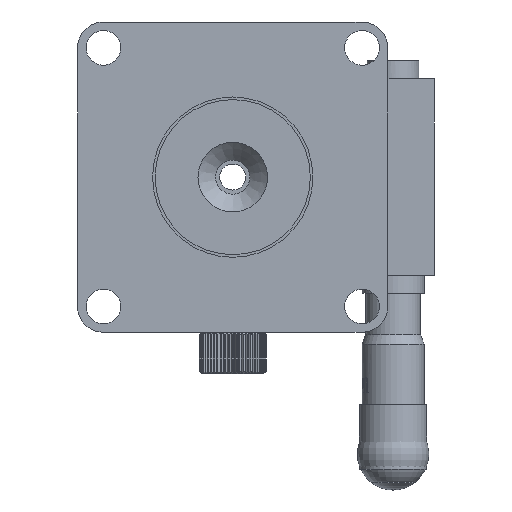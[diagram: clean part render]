
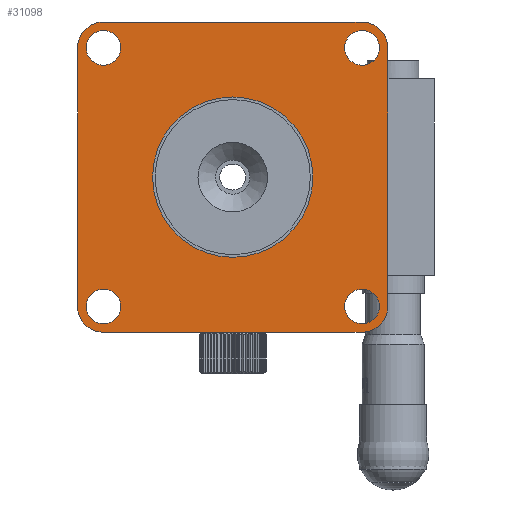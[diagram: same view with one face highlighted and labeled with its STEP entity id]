
A CAD part, front view. The second image highlights one B-rep face of the part: STEP entity #31098.
In plain terms, the highlighted planar face has unit normal (0, -1, 0).
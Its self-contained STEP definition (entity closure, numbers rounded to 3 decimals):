
#506 = DIRECTION ( 'NONE',  ( 1., 0., 0. ) ) ;
#4871 = CARTESIAN_POINT ( 'NONE',  ( 25., -6., 25. ) ) ;
#5406 = CARTESIAN_POINT ( 'NONE',  ( -25., -6., -30. ) ) ;
#5500 = DIRECTION ( 'NONE',  ( 1., 0., 0. ) ) ;
#6063 = CARTESIAN_POINT ( 'NONE',  ( -30., -6., -25. ) ) ;
#6398 = VECTOR ( 'NONE', #75198, 1000. ) ;
#8517 = DIRECTION ( 'NONE',  ( 0., 1., 0. ) ) ;
#10492 = ORIENTED_EDGE ( 'NONE', *, *, #23637, .F. ) ;
#11686 = DIRECTION ( 'NONE',  ( 1., 0., 0. ) ) ;
#11877 = VERTEX_POINT ( 'NONE', #52418 ) ;
#12492 = VERTEX_POINT ( 'NONE', #5406 ) ;
#13078 = FACE_BOUND ( 'NONE', #88431, .T. ) ;
#13703 = PLANE ( 'NONE',  #79881 ) ;
#15138 = CIRCLE ( 'NONE', #90662, 3.35 ) ;
#16766 = VERTEX_POINT ( 'NONE', #6063 ) ;
#16872 = CIRCLE ( 'NONE', #76116, 5. ) ;
#18293 = AXIS2_PLACEMENT_3D ( 'NONE', #108417, #20746, #32247 ) ;
#20746 = DIRECTION ( 'NONE',  ( 0., 1., 0. ) ) ;
#21919 = LINE ( 'NONE', #83284, #86183 ) ;
#22461 = EDGE_CURVE ( 'NONE', #25074, #25074, #103754, .T. ) ;
#23062 = DIRECTION ( 'NONE',  ( 0., 1., 0. ) ) ;
#23458 = CIRCLE ( 'NONE', #94972, 5. ) ;
#23637 = EDGE_CURVE ( 'NONE', #66767, #31200, #48881, .T. ) ;
#25074 = VERTEX_POINT ( 'NONE', #35300 ) ;
#25435 = CARTESIAN_POINT ( 'NONE',  ( 25., -6., 25. ) ) ;
#26961 = DIRECTION ( 'NONE',  ( 1., 0., 0. ) ) ;
#28710 = CARTESIAN_POINT ( 'NONE',  ( -25., -6., 30. ) ) ;
#29360 = DIRECTION ( 'NONE',  ( 1., 0., 0. ) ) ;
#30827 = EDGE_CURVE ( 'NONE', #35384, #11877, #46410, .T. ) ;
#31098 = ADVANCED_FACE ( 'NONE', ( #62313, #101367, #45003, #71273, #13078, #52089 ), #13703, .F. ) ;
#31200 = VERTEX_POINT ( 'NONE', #87180 ) ;
#32247 = DIRECTION ( 'NONE',  ( 1., 0., 0. ) ) ;
#35060 = EDGE_CURVE ( 'NONE', #11877, #113706, #16872, .T. ) ;
#35300 = CARTESIAN_POINT ( 'NONE',  ( 28.35, -6., 25. ) ) ;
#35378 = LINE ( 'NONE', #74392, #50953 ) ;
#35384 = VERTEX_POINT ( 'NONE', #99183 ) ;
#38470 = DIRECTION ( 'NONE',  ( 1., 0., 0. ) ) ;
#40300 = CARTESIAN_POINT ( 'NONE',  ( 25., -6., 30. ) ) ;
#40722 = ORIENTED_EDGE ( 'NONE', *, *, #122080, .T. ) ;
#40837 = EDGE_CURVE ( 'NONE', #31200, #102025, #97185, .T. ) ;
#40949 = CARTESIAN_POINT ( 'NONE',  ( -21.65, -6., 25. ) ) ;
#43867 = DIRECTION ( 'NONE',  ( 0., 1., 0. ) ) ;
#45003 = FACE_BOUND ( 'NONE', #45556, .T. ) ;
#45455 = CIRCLE ( 'NONE', #90400, 3.35 ) ;
#45556 = EDGE_LOOP ( 'NONE', ( #105265 ) ) ;
#46410 = LINE ( 'NONE', #123801, #6398 ) ;
#46911 = CARTESIAN_POINT ( 'NONE',  ( -30., -6., 25. ) ) ;
#47361 = EDGE_LOOP ( 'NONE', ( #87412 ) ) ;
#48549 = EDGE_CURVE ( 'NONE', #113706, #12492, #35378, .T. ) ;
#48881 = CIRCLE ( 'NONE', #18293, 5. ) ;
#49279 = VERTEX_POINT ( 'NONE', #59498 ) ;
#50953 = VECTOR ( 'NONE', #83991, 1000. ) ;
#52089 = FACE_OUTER_BOUND ( 'NONE', #110927, .T. ) ;
#52418 = CARTESIAN_POINT ( 'NONE',  ( 30., -6., -25. ) ) ;
#55845 = EDGE_LOOP ( 'NONE', ( #40722 ) ) ;
#56344 = ORIENTED_EDGE ( 'NONE', *, *, #35060, .F. ) ;
#57646 = DIRECTION ( 'NONE',  ( 0., 1., 0. ) ) ;
#59498 = CARTESIAN_POINT ( 'NONE',  ( -21.65, -6., -25. ) ) ;
#59540 = CARTESIAN_POINT ( 'NONE',  ( -25., -6., -25. ) ) ;
#60180 = CARTESIAN_POINT ( 'NONE',  ( -25., -6., -25. ) ) ;
#60793 = AXIS2_PLACEMENT_3D ( 'NONE', #4871, #43867, #5500 ) ;
#62080 = AXIS2_PLACEMENT_3D ( 'NONE', #25435, #95751, #123891 ) ;
#62313 = FACE_BOUND ( 'NONE', #99879, .T. ) ;
#62932 = ORIENTED_EDGE ( 'NONE', *, *, #124921, .F. ) ;
#63449 = CARTESIAN_POINT ( 'NONE',  ( 25., -6., -25. ) ) ;
#66767 = VERTEX_POINT ( 'NONE', #46911 ) ;
#68126 = ORIENTED_EDGE ( 'NONE', *, *, #113126, .F. ) ;
#69616 = EDGE_CURVE ( 'NONE', #76813, #76813, #74965, .T. ) ;
#69735 = VERTEX_POINT ( 'NONE', #40949 ) ;
#71273 = FACE_BOUND ( 'NONE', #55845, .T. ) ;
#72315 = DIRECTION ( 'NONE',  ( 1., 0., 0. ) ) ;
#74392 = CARTESIAN_POINT ( 'NONE',  ( -25., -6., -30. ) ) ;
#74965 = CIRCLE ( 'NONE', #81081, 15.5 ) ;
#75198 = DIRECTION ( 'NONE',  ( 0., 0., -1. ) ) ;
#76029 = ORIENTED_EDGE ( 'NONE', *, *, #115471, .T. ) ;
#76116 = AXIS2_PLACEMENT_3D ( 'NONE', #99332, #119122, #11686 ) ;
#76813 = VERTEX_POINT ( 'NONE', #105651 ) ;
#79881 = AXIS2_PLACEMENT_3D ( 'NONE', #91743, #8517, #124283 ) ;
#81081 = AXIS2_PLACEMENT_3D ( 'NONE', #85336, #93037, #103297 ) ;
#82654 = DIRECTION ( 'NONE',  ( 0., 0., 1. ) ) ;
#83284 = CARTESIAN_POINT ( 'NONE',  ( -30., -6., 25. ) ) ;
#83991 = DIRECTION ( 'NONE',  ( -1., 0., 0. ) ) ;
#85336 = CARTESIAN_POINT ( 'NONE',  ( 0., -6., 0. ) ) ;
#85767 = CARTESIAN_POINT ( 'NONE',  ( -25., -6., 25. ) ) ;
#86183 = VECTOR ( 'NONE', #82654, 1000. ) ;
#87180 = CARTESIAN_POINT ( 'NONE',  ( -25., -6., 30. ) ) ;
#87412 = ORIENTED_EDGE ( 'NONE', *, *, #22461, .T. ) ;
#88027 = ORIENTED_EDGE ( 'NONE', *, *, #40837, .F. ) ;
#88431 = EDGE_LOOP ( 'NONE', ( #118798 ) ) ;
#90204 = CARTESIAN_POINT ( 'NONE',  ( 28.35, -6., -25. ) ) ;
#90400 = AXIS2_PLACEMENT_3D ( 'NONE', #85767, #98337, #506 ) ;
#90662 = AXIS2_PLACEMENT_3D ( 'NONE', #60180, #23062, #72315 ) ;
#91743 = CARTESIAN_POINT ( 'NONE',  ( 25., -6., -25. ) ) ;
#92859 = ORIENTED_EDGE ( 'NONE', *, *, #48549, .F. ) ;
#93037 = DIRECTION ( 'NONE',  ( 0., -1., 0. ) ) ;
#94972 = AXIS2_PLACEMENT_3D ( 'NONE', #59540, #57646, #38470 ) ;
#95712 = AXIS2_PLACEMENT_3D ( 'NONE', #63449, #113367, #26961 ) ;
#95751 = DIRECTION ( 'NONE',  ( 0., 1., 0. ) ) ;
#97185 = LINE ( 'NONE', #28710, #111038 ) ;
#98337 = DIRECTION ( 'NONE',  ( 0., 1., 0. ) ) ;
#98548 = VERTEX_POINT ( 'NONE', #90204 ) ;
#99170 = ORIENTED_EDGE ( 'NONE', *, *, #30827, .F. ) ;
#99183 = CARTESIAN_POINT ( 'NONE',  ( 30., -6., 25. ) ) ;
#99332 = CARTESIAN_POINT ( 'NONE',  ( 25., -6., -25. ) ) ;
#99879 = EDGE_LOOP ( 'NONE', ( #76029 ) ) ;
#100933 = CIRCLE ( 'NONE', #62080, 5. ) ;
#101367 = FACE_BOUND ( 'NONE', #47361, .T. ) ;
#102025 = VERTEX_POINT ( 'NONE', #40300 ) ;
#103297 = DIRECTION ( 'NONE',  ( -1., 0., 0. ) ) ;
#103754 = CIRCLE ( 'NONE', #60793, 3.35 ) ;
#104148 = CARTESIAN_POINT ( 'NONE',  ( 25., -6., -30. ) ) ;
#105265 = ORIENTED_EDGE ( 'NONE', *, *, #105568, .T. ) ;
#105568 = EDGE_CURVE ( 'NONE', #98548, #98548, #118150, .T. ) ;
#105651 = CARTESIAN_POINT ( 'NONE',  ( -15.5, -6., 0. ) ) ;
#108417 = CARTESIAN_POINT ( 'NONE',  ( -25., -6., 25. ) ) ;
#110927 = EDGE_LOOP ( 'NONE', ( #56344, #99170, #117182, #88027, #10492, #68126, #62932, #92859 ) ) ;
#111038 = VECTOR ( 'NONE', #29360, 1000. ) ;
#113126 = EDGE_CURVE ( 'NONE', #16766, #66767, #21919, .T. ) ;
#113367 = DIRECTION ( 'NONE',  ( 0., 1., 0. ) ) ;
#113706 = VERTEX_POINT ( 'NONE', #104148 ) ;
#115471 = EDGE_CURVE ( 'NONE', #69735, #69735, #45455, .T. ) ;
#117182 = ORIENTED_EDGE ( 'NONE', *, *, #118432, .F. ) ;
#118150 = CIRCLE ( 'NONE', #95712, 3.35 ) ;
#118432 = EDGE_CURVE ( 'NONE', #102025, #35384, #100933, .T. ) ;
#118798 = ORIENTED_EDGE ( 'NONE', *, *, #69616, .F. ) ;
#119122 = DIRECTION ( 'NONE',  ( 0., 1., 0. ) ) ;
#122080 = EDGE_CURVE ( 'NONE', #49279, #49279, #15138, .T. ) ;
#123801 = CARTESIAN_POINT ( 'NONE',  ( 30., -6., 25. ) ) ;
#123891 = DIRECTION ( 'NONE',  ( 1., 0., 0. ) ) ;
#124283 = DIRECTION ( 'NONE',  ( 1., 0., 0. ) ) ;
#124921 = EDGE_CURVE ( 'NONE', #12492, #16766, #23458, .T. ) ;
